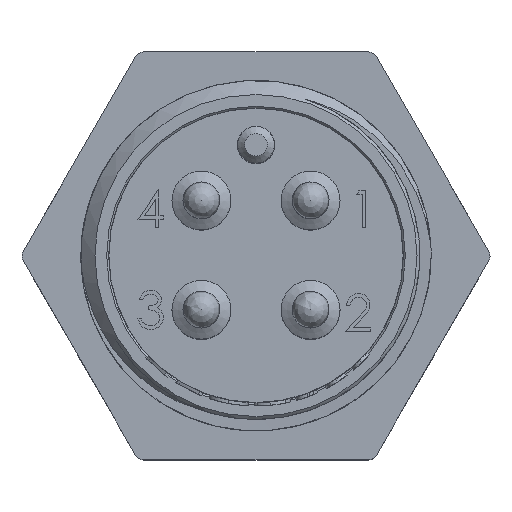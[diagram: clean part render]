
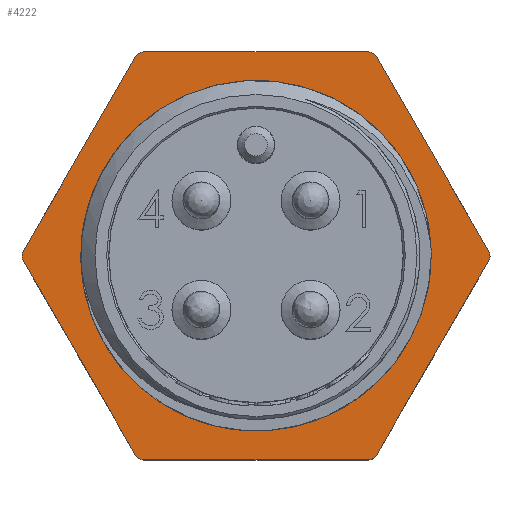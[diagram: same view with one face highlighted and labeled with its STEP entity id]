
A CAD part, top view. The second image highlights one B-rep face of the part: STEP entity #4222.
In plain terms, the highlighted planar face has unit normal (0, 0, 1).
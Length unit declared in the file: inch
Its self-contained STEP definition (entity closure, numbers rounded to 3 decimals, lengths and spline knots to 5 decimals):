
#130=PLANE($,#4591);
#255=LINE($,#6323,#498);
#257=LINE($,#6327,#500);
#260=LINE($,#6333,#503);
#263=LINE($,#6339,#506);
#266=LINE($,#6345,#509);
#268=LINE($,#6350,#511);
#498=VECTOR($,#5067,0.47689);
#500=VECTOR($,#5071,0.47689);
#503=VECTOR($,#5076,0.47689);
#506=VECTOR($,#5081,0.47689);
#509=VECTOR($,#5086,0.47689);
#511=VECTOR($,#5090,0.47689);
#1033=FACE_BOUND($,#1490,.T.);
#1151=FACE_OUTER_BOUND($,#1489,.T.);
#1489=EDGE_LOOP($,(#3139,#3140,#3141,#3142,#3143,#3144,#3145,#3146,#3147,
#3148,#3149,#3150));
#1490=EDGE_LOOP($,(#3151));
#1772=CIRCLE($,#4477,0.02);
#1794=CIRCLE($,#4510,0.3645);
#1827=CIRCLE($,#4592,0.02);
#1828=CIRCLE($,#4593,0.02);
#1829=CIRCLE($,#4594,0.02);
#1830=CIRCLE($,#4595,0.02);
#1831=CIRCLE($,#4596,0.02);
#1932=VERTEX_POINT($,#5848);
#1933=VERTEX_POINT($,#5850);
#1955=VERTEX_POINT($,#5906);
#2022=VERTEX_POINT($,#6322);
#2023=VERTEX_POINT($,#6326);
#2024=VERTEX_POINT($,#6330);
#2025=VERTEX_POINT($,#6332);
#2026=VERTEX_POINT($,#6336);
#2027=VERTEX_POINT($,#6338);
#2028=VERTEX_POINT($,#6342);
#2029=VERTEX_POINT($,#6344);
#2030=VERTEX_POINT($,#6348);
#2031=VERTEX_POINT($,#6349);
#2370=EDGE_CURVE($,#1933,#1932,#1772,.T.);
#2393=EDGE_CURVE($,#1955,#1955,#1794,.T.);
#2465=EDGE_CURVE($,#1932,#2022,#255,.T.);
#2467=EDGE_CURVE($,#2023,#1933,#257,.T.);
#2470=EDGE_CURVE($,#2025,#2024,#260,.T.);
#2473=EDGE_CURVE($,#2027,#2026,#263,.T.);
#2476=EDGE_CURVE($,#2029,#2028,#266,.T.);
#2478=EDGE_CURVE($,#2030,#2031,#268,.T.);
#2481=EDGE_CURVE($,#2022,#2030,#1827,.T.);
#2482=EDGE_CURVE($,#2031,#2029,#1828,.T.);
#2483=EDGE_CURVE($,#2028,#2027,#1829,.T.);
#2484=EDGE_CURVE($,#2026,#2025,#1830,.T.);
#2485=EDGE_CURVE($,#2024,#2023,#1831,.T.);
#3139=ORIENTED_EDGE($,*,*,#2467,.T.);
#3140=ORIENTED_EDGE($,*,*,#2370,.T.);
#3141=ORIENTED_EDGE($,*,*,#2465,.T.);
#3142=ORIENTED_EDGE($,*,*,#2481,.T.);
#3143=ORIENTED_EDGE($,*,*,#2478,.T.);
#3144=ORIENTED_EDGE($,*,*,#2482,.T.);
#3145=ORIENTED_EDGE($,*,*,#2476,.T.);
#3146=ORIENTED_EDGE($,*,*,#2483,.T.);
#3147=ORIENTED_EDGE($,*,*,#2473,.T.);
#3148=ORIENTED_EDGE($,*,*,#2484,.T.);
#3149=ORIENTED_EDGE($,*,*,#2470,.T.);
#3150=ORIENTED_EDGE($,*,*,#2485,.T.);
#3151=ORIENTED_EDGE($,*,*,#2393,.T.);
#4222=ADVANCED_FACE($,(#1151,#1033),#130,.T.);
#4477=AXIS2_PLACEMENT_3D($,#5851,#4858,#4859);
#4510=AXIS2_PLACEMENT_3D($,#5907,#4925,#4926);
#4591=AXIS2_PLACEMENT_3D($,#6360,#5107,#5108);
#4592=AXIS2_PLACEMENT_3D($,#6361,#5109,#5110);
#4593=AXIS2_PLACEMENT_3D($,#6362,#5111,#5112);
#4594=AXIS2_PLACEMENT_3D($,#6363,#5113,#5114);
#4595=AXIS2_PLACEMENT_3D($,#6364,#5115,#5116);
#4596=AXIS2_PLACEMENT_3D($,#6365,#5117,#5118);
#4858=DIRECTION('center_axis',(0.,0.,1.));
#4859=DIRECTION('ref_axis',(1.,0.,0.));
#4925=DIRECTION('center_axis',(0.,0.,-1.));
#4926=DIRECTION('ref_axis',(1.,0.,0.));
#5067=DIRECTION($,(-0.5,0.866,0.));
#5071=DIRECTION($,(0.5,0.866,0.));
#5076=DIRECTION($,(1.,0.,0.));
#5081=DIRECTION($,(0.5,-0.866,0.));
#5086=DIRECTION($,(-0.5,-0.866,0.));
#5090=DIRECTION($,(-1.,0.,0.));
#5107=DIRECTION('center_axis',(0.,0.,1.));
#5108=DIRECTION('ref_axis',(1.,0.,0.));
#5109=DIRECTION('center_axis',(0.,0.,1.));
#5110=DIRECTION('ref_axis',(1.,0.,0.));
#5111=DIRECTION('center_axis',(0.,0.,1.));
#5112=DIRECTION('ref_axis',(1.,0.,0.));
#5113=DIRECTION('center_axis',(0.,0.,1.));
#5114=DIRECTION('ref_axis',(1.,0.,0.));
#5115=DIRECTION('center_axis',(0.,0.,1.));
#5116=DIRECTION('ref_axis',(1.,0.,0.));
#5117=DIRECTION('center_axis',(0.,0.,1.));
#5118=DIRECTION('ref_axis',(1.,0.,0.));
#5848=CARTESIAN_POINT('',(0.49421,0.01,-0.375));
#5850=CARTESIAN_POINT('',(0.49421,-0.01,-0.375));
#5851=CARTESIAN_POINT('Origin',(0.47689,0.,
-0.375));
#5906=CARTESIAN_POINT('',(0.3645,0.,-0.375));
#5907=CARTESIAN_POINT('Origin',(0.,0.,
-0.375));
#6322=CARTESIAN_POINT('',(0.25577,0.423,-0.375));
#6323=CARTESIAN_POINT($,(0.49999,0.,-0.375));
#6326=CARTESIAN_POINT('',(0.25577,-0.423,-0.375));
#6327=CARTESIAN_POINT($,(0.24999,-0.433,-0.375));
#6330=CARTESIAN_POINT('',(0.23845,-0.433,-0.375));
#6332=CARTESIAN_POINT('',(-0.23845,-0.433,-0.375));
#6333=CARTESIAN_POINT($,(-0.24999,-0.433,-0.375));
#6336=CARTESIAN_POINT('',(-0.25577,-0.423,-0.375));
#6338=CARTESIAN_POINT('',(-0.49421,-0.01,-0.375));
#6339=CARTESIAN_POINT($,(-0.49999,0.,-0.375));
#6342=CARTESIAN_POINT('',(-0.49421,0.01,-0.375));
#6344=CARTESIAN_POINT('',(-0.25577,0.423,-0.375));
#6345=CARTESIAN_POINT($,(-0.24999,0.433,-0.375));
#6348=CARTESIAN_POINT('',(0.23845,0.433,-0.375));
#6349=CARTESIAN_POINT('',(-0.23845,0.433,-0.375));
#6350=CARTESIAN_POINT($,(0.24999,0.433,-0.375));
#6360=CARTESIAN_POINT('Origin',(0.,0.,-0.375));
#6361=CARTESIAN_POINT('Origin',(0.23845,0.413,-0.375));
#6362=CARTESIAN_POINT('Origin',(-0.23845,0.413,-0.375));
#6363=CARTESIAN_POINT('Origin',(-0.47689,0.,
-0.375));
#6364=CARTESIAN_POINT('Origin',(-0.23845,-0.413,-0.375));
#6365=CARTESIAN_POINT('Origin',(0.23845,-0.413,-0.375));
